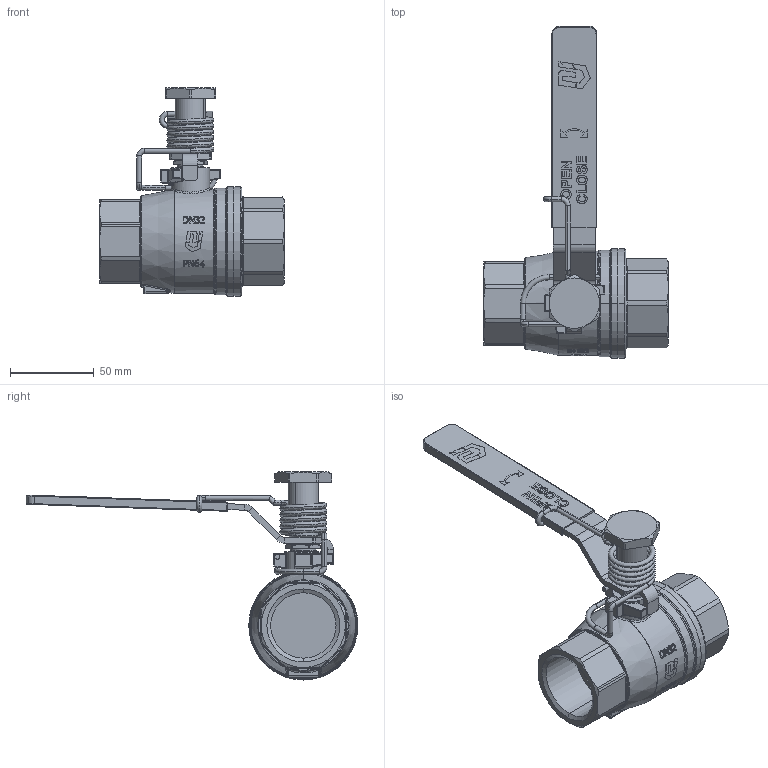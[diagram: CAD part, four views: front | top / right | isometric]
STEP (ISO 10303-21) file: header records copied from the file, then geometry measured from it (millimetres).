
FILE_DESCRIPTION(('HOOPS Exchange Step'),'2;1');
FILE_NAME('GK12_DN32.stp','2025-12-16T11:38:33+01:00',('nieru'),('Unknown organisation'),'HOOPS Exchange 2024.2','HOOPS Exchange','Unknown authorisation');
FILE_SCHEMA( ('AP203_CONFIGURATION_CONTROLLED_3D_DESIGN_OF_MECHANICAL_PARTS_AND_ASSEMBLIES_MIM_LF') );
Length unit declared in the file: millimetre
Products named in the file (2): 0; root
Assembly tree (1 placements, depth 2):
  root
    0
Bounding box: 110 x 197.64 x 123.94 mm (x, y, z)
Volume: 266153.4 mm3; surface area: 55659.1 mm2
Topology: 1 solids, 1 shells, 986 faces, 2547 edges, 1619 vertices
Faces by surface type: plane 321, cylinder 281, bspline 252, torus 50, cone 46, sphere 36
Entity records: 41012 total; most frequent: CARTESIAN_POINT 19262, ORIENTED_EDGE 5078, DIRECTION 3508, EDGE_CURVE 2539, VERTEX_POINT 1615, AXIS2_PLACEMENT_3D 1310, EDGE_LOOP 1040, FACE_BOUND 1040
